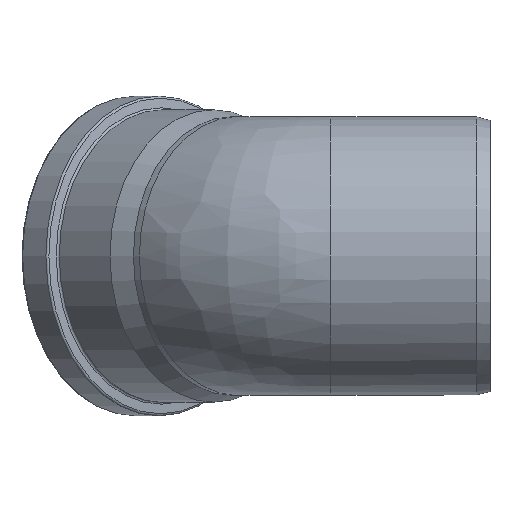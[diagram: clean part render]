
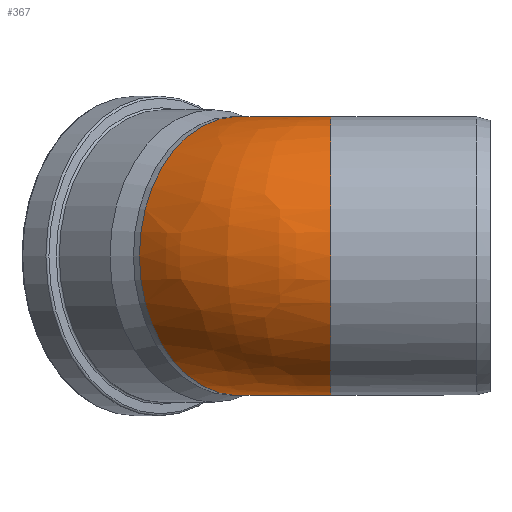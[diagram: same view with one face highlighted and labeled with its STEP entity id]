
A CAD part, left-side view. The second image highlights one B-rep face of the part: STEP entity #367.
In plain terms, the highlighted free-form (B-spline) face has degree [2, 2] with [9, 3] control points.
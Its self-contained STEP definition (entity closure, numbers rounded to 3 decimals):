
#77=CIRCLE('',#404,62.6);
#78=CIRCLE('',#405,62.6);
#110=(
BOUNDED_SURFACE()
B_SPLINE_SURFACE(2,2,((#646,#647,#648),(#649,#650,#651),(#652,#653,#654),
(#655,#656,#657),(#658,#659,#660),(#661,#662,#663),(#664,#665,#666),(#667,
#668,#669),(#670,#671,#672)),.UNSPECIFIED.,.F.,.F.,.F.)
B_SPLINE_SURFACE_WITH_KNOTS((3,2,2,2,3),(3,3),(-2.748,-1.374,
0.,1.374,2.748),(0.,0.785),
 .UNSPECIFIED.)
GEOMETRIC_REPRESENTATION_ITEM()
RATIONAL_B_SPLINE_SURFACE(((1.,0.924,1.),(0.773,
0.714,0.773),(1.,0.924,1.),(0.773,
0.714,0.773),(1.,0.924,1.),(0.773,
0.714,0.773),(1.,0.924,1.),(0.773,
0.714,0.773),(1.,0.924,1.)))
REPRESENTATION_ITEM('')
SURFACE()
);
#113=FACE_OUTER_BOUND('',#147,.T.);
#147=EDGE_LOOP('',(#293,#294,#295,#296));
#214=B_SPLINE_CURVE_WITH_KNOTS('',3,(#628,#629,#630,#631,#632,#633,#634),
 .UNSPECIFIED.,.F.,.F.,(4,3,4),(-0.001,0.053,
0.108),.UNSPECIFIED.);
#215=B_SPLINE_CURVE_WITH_KNOTS('',3,(#638,#639,#640,#641,#642,#643,#644),
 .UNSPECIFIED.,.F.,.F.,(4,3,4),(-0.001,0.053,
0.108),.UNSPECIFIED.);
#216=VERTEX_POINT('',#626);
#217=VERTEX_POINT('',#627);
#218=VERTEX_POINT('',#635);
#219=VERTEX_POINT('',#637);
#251=EDGE_CURVE('',#216,#217,#214,.T.);
#253=EDGE_CURVE('',#219,#218,#215,.T.);
#255=EDGE_CURVE('',#218,#216,#77,.T.);
#256=EDGE_CURVE('',#219,#217,#78,.T.);
#293=ORIENTED_EDGE('',*,*,#253,.T.);
#294=ORIENTED_EDGE('',*,*,#255,.T.);
#295=ORIENTED_EDGE('',*,*,#251,.T.);
#296=ORIENTED_EDGE('',*,*,#256,.F.);
#367=ADVANCED_FACE('',(#113),#110,.F.);
#404=AXIS2_PLACEMENT_3D('',#673,#475,#476);
#405=AXIS2_PLACEMENT_3D('',#674,#477,#478);
#475=DIRECTION('center_axis',(0.,1.,0.));
#476=DIRECTION('ref_axis',(1.,0.,0.));
#477=DIRECTION('center_axis',(0.707,0.707,0.));
#478=DIRECTION('ref_axis',(0.707,-0.707,0.));
#626=CARTESIAN_POINT('',(57.815,71.579,24.005));
#627=CARTESIAN_POINT('',(58.22,72.558,24.005));
#628=CARTESIAN_POINT('Ctrl Pts',(57.815,71.579,24.005));
#629=CARTESIAN_POINT('Ctrl Pts',(57.82,71.758,23.992));
#630=CARTESIAN_POINT('Ctrl Pts',(57.859,71.934,23.985));
#631=CARTESIAN_POINT('Ctrl Pts',(57.927,72.101,23.985));
#632=CARTESIAN_POINT('Ctrl Pts',(57.996,72.27,23.985));
#633=CARTESIAN_POINT('Ctrl Pts',(58.095,72.425,23.991));
#634=CARTESIAN_POINT('Ctrl Pts',(58.22,72.558,24.005));
#635=CARTESIAN_POINT('',(57.815,71.579,-24.005));
#637=CARTESIAN_POINT('',(58.22,72.558,-24.005));
#638=CARTESIAN_POINT('Ctrl Pts',(58.22,72.558,-24.005));
#639=CARTESIAN_POINT('Ctrl Pts',(58.098,72.428,-23.992));
#640=CARTESIAN_POINT('Ctrl Pts',(58.,72.276,-23.985));
#641=CARTESIAN_POINT('Ctrl Pts',(57.931,72.11,-23.985));
#642=CARTESIAN_POINT('Ctrl Pts',(57.86,71.941,-23.985));
#643=CARTESIAN_POINT('Ctrl Pts',(57.82,71.761,-23.991));
#644=CARTESIAN_POINT('Ctrl Pts',(57.815,71.579,-24.005));
#646=CARTESIAN_POINT('Ctrl Pts',(57.823,71.579,23.985));
#647=CARTESIAN_POINT('Ctrl Pts',(57.823,72.149,23.985));
#648=CARTESIAN_POINT('Ctrl Pts',(58.226,72.552,23.985));
#649=CARTESIAN_POINT('Ctrl Pts',(38.144,71.579,71.427));
#650=CARTESIAN_POINT('Ctrl Pts',(38.144,80.3,71.427));
#651=CARTESIAN_POINT('Ctrl Pts',(44.311,86.467,71.427));
#652=CARTESIAN_POINT('Ctrl Pts',(-12.228,71.579,61.394));
#653=CARTESIAN_POINT('Ctrl Pts',(-12.228,101.165,61.394));
#654=CARTESIAN_POINT('Ctrl Pts',(8.693,122.086,61.394));
#655=CARTESIAN_POINT('Ctrl Pts',(-62.6,71.579,51.362));
#656=CARTESIAN_POINT('Ctrl Pts',(-62.6,122.03,51.362));
#657=CARTESIAN_POINT('Ctrl Pts',(-26.926,157.704,51.362));
#658=CARTESIAN_POINT('Ctrl Pts',(-62.6,71.579,0.));
#659=CARTESIAN_POINT('Ctrl Pts',(-62.6,122.03,0.));
#660=CARTESIAN_POINT('Ctrl Pts',(-26.926,157.704,0.));
#661=CARTESIAN_POINT('Ctrl Pts',(-62.6,71.579,-51.362));
#662=CARTESIAN_POINT('Ctrl Pts',(-62.6,122.03,-51.362));
#663=CARTESIAN_POINT('Ctrl Pts',(-26.926,157.704,-51.362));
#664=CARTESIAN_POINT('Ctrl Pts',(-12.228,71.579,-61.394));
#665=CARTESIAN_POINT('Ctrl Pts',(-12.228,101.165,-61.394));
#666=CARTESIAN_POINT('Ctrl Pts',(8.693,122.086,-61.394));
#667=CARTESIAN_POINT('Ctrl Pts',(38.144,71.579,-71.427));
#668=CARTESIAN_POINT('Ctrl Pts',(38.144,80.3,-71.427));
#669=CARTESIAN_POINT('Ctrl Pts',(44.311,86.467,-71.427));
#670=CARTESIAN_POINT('Ctrl Pts',(57.823,71.579,-23.985));
#671=CARTESIAN_POINT('Ctrl Pts',(57.823,72.149,-23.985));
#672=CARTESIAN_POINT('Ctrl Pts',(58.226,72.552,-23.985));
#673=CARTESIAN_POINT('Origin',(0.,71.579,0.));
#674=CARTESIAN_POINT('Origin',(17.339,113.439,0.));
